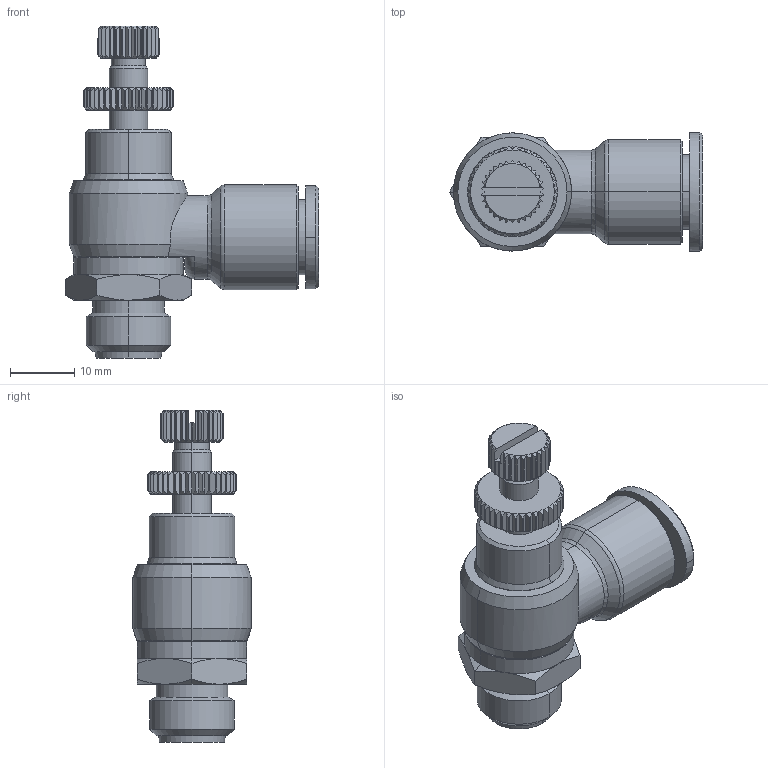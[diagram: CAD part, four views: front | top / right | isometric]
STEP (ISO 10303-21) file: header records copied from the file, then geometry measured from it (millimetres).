
FILE_DESCRIPTION((''),'2;1');
FILE_NAME('GNSE 10G02(3D).stp','2012-12-17T11:49:00',(''),(''),'Mechanical Desktop.R8.0.24.0','Mechanical Desktop.R8.0.24.0',', , ');
FILE_SCHEMA(('CONFIG_CONTROL_DESIGN'));
Length unit declared in the file: millimetre
Products named in the file (2): GNSE 10G02(3D); 睡ヶ1
Assembly tree (1 placements, depth 2):
  GNSE 10G02(3D)
    睡ヶ1
Bounding box: 39.41 x 18.5 x 51.7 mm (x, y, z)
Volume: 10143.8 mm3; surface area: 5519.9 mm2
Topology: 1 solids, 1 shells, 848 faces, 2250 edges, 1428 vertices
Faces by surface type: plane 543, cylinder 161, cone 126, bspline 10, torus 8
Entity records: 26815 total; most frequent: CARTESIAN_POINT 6658, ORIENTED_EDGE 4500, DIRECTION 3839, EDGE_CURVE 2250, VECTOR 1459, LINE 1459, VERTEX_POINT 1428, AXIS2_PLACEMENT_3D 1190
